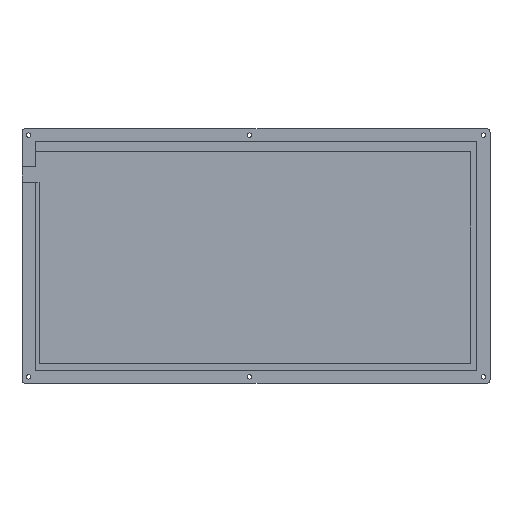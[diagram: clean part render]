
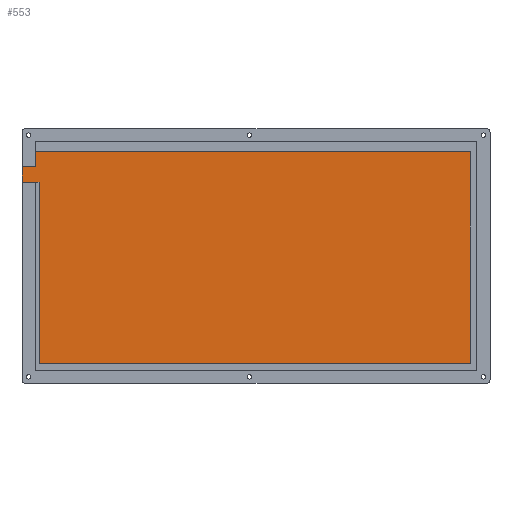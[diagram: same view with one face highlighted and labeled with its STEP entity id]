
A CAD part, top view. The second image highlights one B-rep face of the part: STEP entity #553.
In plain terms, the highlighted planar face has unit normal (0, 0, 1).
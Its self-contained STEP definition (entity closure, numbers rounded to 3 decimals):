
#119 = VERTEX_POINT('',#120);
#120 = CARTESIAN_POINT('',(-247.601,68.231,7.));
#126 = EDGE_CURVE('',#127,#119,#129,.T.);
#127 = VERTEX_POINT('',#128);
#128 = CARTESIAN_POINT('',(-247.601,79.794,7.));
#129 = LINE('',#130,#131);
#130 = CARTESIAN_POINT('',(-247.601,79.794,7.));
#131 = VECTOR('',#132,1.);
#132 = DIRECTION('',(0.,-1.,0.));
#534 = VERTEX_POINT('',#535);
#535 = CARTESIAN_POINT('',(-237.601,79.794,7.));
#541 = EDGE_CURVE('',#534,#127,#542,.T.);
#542 = LINE('',#543,#544);
#543 = CARTESIAN_POINT('',(-237.601,79.794,7.));
#544 = VECTOR('',#545,1.);
#545 = DIRECTION('',(-1.,0.,0.));
#553 = ADVANCED_FACE('',(#554),#620,.T.);
#554 = FACE_BOUND('',#555,.T.);
#555 = EDGE_LOOP('',(#556,#564,#565,#566,#574,#582,#590,#598,#606,#614)
  );
#556 = ORIENTED_EDGE('',*,*,#557,.T.);
#557 = EDGE_CURVE('',#558,#534,#560,.T.);
#558 = VERTEX_POINT('',#559);
#559 = CARTESIAN_POINT('',(-237.601,91.294,7.));
#560 = LINE('',#561,#562);
#561 = CARTESIAN_POINT('',(-237.601,98.794,7.));
#562 = VECTOR('',#563,1.);
#563 = DIRECTION('',(0.,-1.,0.));
#564 = ORIENTED_EDGE('',*,*,#541,.T.);
#565 = ORIENTED_EDGE('',*,*,#126,.T.);
#566 = ORIENTED_EDGE('',*,*,#567,.F.);
#567 = EDGE_CURVE('',#568,#119,#570,.T.);
#568 = VERTEX_POINT('',#569);
#569 = CARTESIAN_POINT('',(-237.601,68.231,7.));
#570 = LINE('',#571,#572);
#571 = CARTESIAN_POINT('',(-237.601,68.231,7.));
#572 = VECTOR('',#573,1.);
#573 = DIRECTION('',(-1.,0.,0.));
#574 = ORIENTED_EDGE('',*,*,#575,.F.);
#575 = EDGE_CURVE('',#576,#568,#578,.T.);
#576 = VERTEX_POINT('',#577);
#577 = CARTESIAN_POINT('',(-237.601,68.234,7.));
#578 = LINE('',#579,#580);
#579 = CARTESIAN_POINT('',(-237.601,68.234,7.));
#580 = VECTOR('',#581,1.);
#581 = DIRECTION('',(0.,-1.,0.));
#582 = ORIENTED_EDGE('',*,*,#583,.F.);
#583 = EDGE_CURVE('',#584,#576,#586,.T.);
#584 = VERTEX_POINT('',#585);
#585 = CARTESIAN_POINT('',(-234.601,68.234,7.));
#586 = LINE('',#587,#588);
#587 = CARTESIAN_POINT('',(-234.601,68.234,7.));
#588 = VECTOR('',#589,1.);
#589 = DIRECTION('',(-1.,0.,0.));
#590 = ORIENTED_EDGE('',*,*,#591,.F.);
#591 = EDGE_CURVE('',#592,#584,#594,.T.);
#592 = VERTEX_POINT('',#593);
#593 = CARTESIAN_POINT('',(-234.601,-69.306,7.));
#594 = LINE('',#595,#596);
#595 = CARTESIAN_POINT('',(-234.601,-69.306,7.));
#596 = VECTOR('',#597,1.);
#597 = DIRECTION('',(0.,1.,0.));
#598 = ORIENTED_EDGE('',*,*,#599,.F.);
#599 = EDGE_CURVE('',#600,#592,#602,.T.);
#600 = VERTEX_POINT('',#601);
#601 = CARTESIAN_POINT('',(91.999,-69.306,7.));
#602 = LINE('',#603,#604);
#603 = CARTESIAN_POINT('',(91.999,-69.306,7.));
#604 = VECTOR('',#605,1.);
#605 = DIRECTION('',(-1.,0.,0.));
#606 = ORIENTED_EDGE('',*,*,#607,.F.);
#607 = EDGE_CURVE('',#608,#600,#610,.T.);
#608 = VERTEX_POINT('',#609);
#609 = CARTESIAN_POINT('',(91.999,91.294,7.));
#610 = LINE('',#611,#612);
#611 = CARTESIAN_POINT('',(91.999,91.294,7.));
#612 = VECTOR('',#613,1.);
#613 = DIRECTION('',(0.,-1.,0.));
#614 = ORIENTED_EDGE('',*,*,#615,.F.);
#615 = EDGE_CURVE('',#558,#608,#616,.T.);
#616 = LINE('',#617,#618);
#617 = CARTESIAN_POINT('',(-237.601,91.294,7.));
#618 = VECTOR('',#619,1.);
#619 = DIRECTION('',(1.,0.,0.));
#620 = PLANE('',#621);
#621 = AXIS2_PLACEMENT_3D('',#622,#623,#624);
#622 = CARTESIAN_POINT('',(-73.74,13.438,7.));
#623 = DIRECTION('',(0.,0.,1.));
#624 = DIRECTION('',(1.,0.,0.));
